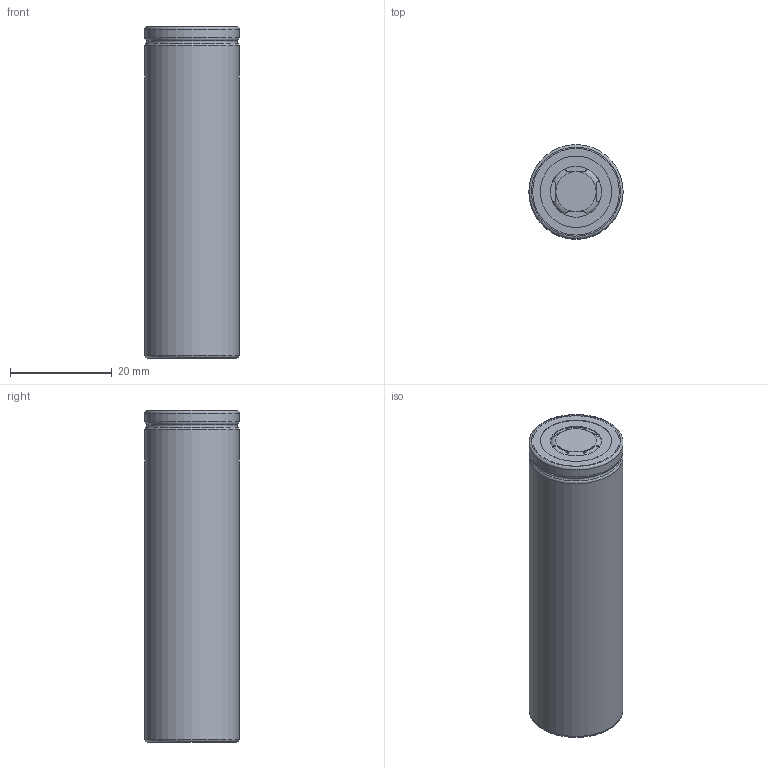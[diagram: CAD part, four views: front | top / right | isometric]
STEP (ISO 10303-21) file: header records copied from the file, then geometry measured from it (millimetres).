
FILE_DESCRIPTION(/* description */ (''),/* implementation_level */ '2;1');
FILE_NAME(/* name */ '18650.step',/* time_stamp */ '2024-02-14T17:59:08+01:00',/* author */ (''),/* organization */ (''),/* preprocessor_version */ 'ST-DEVELOPER v20',/* originating_system */ 'Autodesk Translation Framework v12.14.0.127',/* authorisation */ '');
FILE_SCHEMA (('AUTOMOTIVE_DESIGN { 1 0 10303 214 3 1 1 }'));
Length unit declared in the file: millimetre
Products named in the file (1): 18650
Bounding box: 18.48 x 18.48 x 65.11 mm (x, y, z)
Volume: 15540.2 mm3; surface area: 12012.5 mm2
Topology: 4 solids, 4 shells, 64 faces, 163 edges, 102 vertices
Faces by surface type: plane 27, torus 18, cylinder 17, cone 2
Full cylindrical faces by diameter (mm): 10 x1, 14 x3, 17 x1, 17.8 x2, 18.48 x2
Entity records: 2302 total; most frequent: CARTESIAN_POINT 810, ORIENTED_EDGE 326, DIRECTION 273, EDGE_CURVE 163, AXIS2_PLACEMENT_3D 119, VERTEX_POINT 102, EDGE_LOOP 71, FACE_OUTER_BOUND 64
